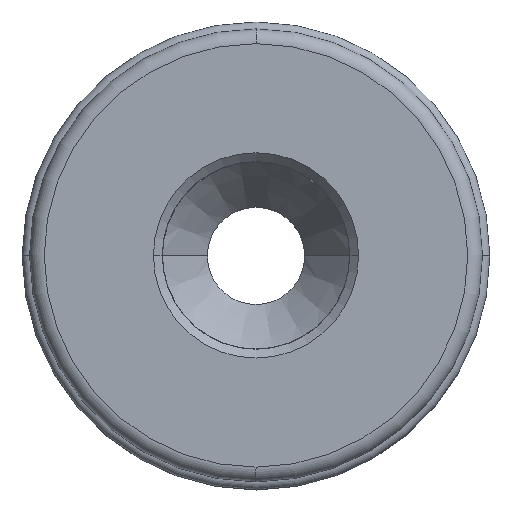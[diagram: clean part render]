
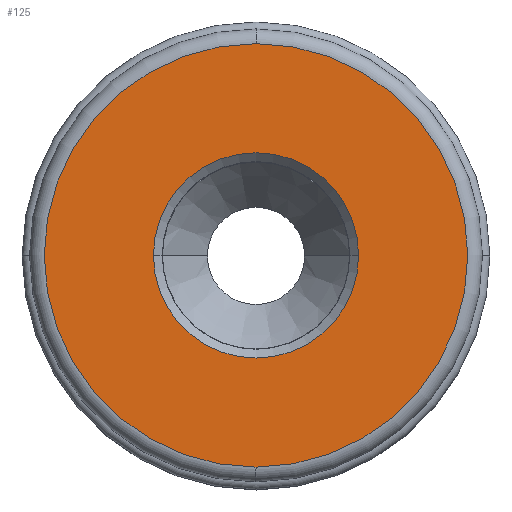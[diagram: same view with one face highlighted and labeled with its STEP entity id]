
A CAD part, top view. The second image highlights one B-rep face of the part: STEP entity #125.
In plain terms, the highlighted planar face has unit normal (0, 0, 1).
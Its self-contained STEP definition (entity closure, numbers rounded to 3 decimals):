
#73=PLANE('',#1223);
#80=FACE_BOUND('',#260,.T.);
#81=FACE_BOUND('',#261,.T.);
#125=ADVANCED_FACE('',(#80,#81),#73,.F.);
#260=EDGE_LOOP('',(#378,#379,#380,#381));
#261=EDGE_LOOP('',(#382,#383,#384,#385));
#378=ORIENTED_EDGE('',*,*,#744,.F.);
#379=ORIENTED_EDGE('',*,*,#745,.T.);
#380=ORIENTED_EDGE('',*,*,#746,.T.);
#381=ORIENTED_EDGE('',*,*,#747,.T.);
#382=ORIENTED_EDGE('',*,*,#748,.T.);
#383=ORIENTED_EDGE('',*,*,#749,.T.);
#384=ORIENTED_EDGE('',*,*,#750,.T.);
#385=ORIENTED_EDGE('',*,*,#751,.T.);
#632=VERTEX_POINT('',#2489);
#633=VERTEX_POINT('',#2490);
#634=VERTEX_POINT('',#2492);
#635=VERTEX_POINT('',#2494);
#636=VERTEX_POINT('',#2497);
#637=VERTEX_POINT('',#2498);
#638=VERTEX_POINT('',#2500);
#639=VERTEX_POINT('',#2502);
#744=EDGE_CURVE('',#632,#633,#899,.T.);
#745=EDGE_CURVE('',#632,#634,#900,.T.);
#746=EDGE_CURVE('',#634,#635,#901,.T.);
#747=EDGE_CURVE('',#635,#633,#902,.T.);
#748=EDGE_CURVE('',#636,#637,#903,.T.);
#749=EDGE_CURVE('',#637,#638,#904,.T.);
#750=EDGE_CURVE('',#638,#639,#905,.T.);
#751=EDGE_CURVE('',#639,#636,#906,.T.);
#899=CIRCLE('',#1215,28.75);
#900=CIRCLE('',#1216,28.75);
#901=CIRCLE('',#1217,28.75);
#902=CIRCLE('',#1218,28.75);
#903=CIRCLE('',#1219,13.935);
#904=CIRCLE('',#1220,13.935);
#905=CIRCLE('',#1221,13.935);
#906=CIRCLE('',#1222,13.935);
#1215=AXIS2_PLACEMENT_3D('',#2488,#1454,#1455);
#1216=AXIS2_PLACEMENT_3D('',#2491,#1456,#1457);
#1217=AXIS2_PLACEMENT_3D('',#2493,#1458,#1459);
#1218=AXIS2_PLACEMENT_3D('',#2495,#1460,#1461);
#1219=AXIS2_PLACEMENT_3D('',#2496,#1462,#1463);
#1220=AXIS2_PLACEMENT_3D('',#2499,#1464,#1465);
#1221=AXIS2_PLACEMENT_3D('',#2501,#1466,#1467);
#1222=AXIS2_PLACEMENT_3D('',#2503,#1468,#1469);
#1223=AXIS2_PLACEMENT_3D('',#2504,#1470,#1471);
#1454=DIRECTION('',(0.,0.,-1.));
#1455=DIRECTION('',(0.001,-1.,0.));
#1456=DIRECTION('',(0.,0.,1.));
#1457=DIRECTION('',(0.,1.,0.));
#1458=DIRECTION('',(0.,0.,1.));
#1459=DIRECTION('',(-0.001,1.,0.));
#1460=DIRECTION('',(0.,0.,1.));
#1461=DIRECTION('',(0.001,-1.,0.));
#1462=DIRECTION('',(0.,0.,-1.));
#1463=DIRECTION('',(0.,-1.,0.));
#1464=DIRECTION('',(0.,0.,-1.));
#1465=DIRECTION('',(-1.,0.,0.));
#1466=DIRECTION('',(0.,0.,-1.));
#1467=DIRECTION('',(0.,1.,0.));
#1468=DIRECTION('',(0.,0.,-1.));
#1469=DIRECTION('',(1.,0.,0.));
#1470=DIRECTION('',(0.,0.,-1.));
#1471=DIRECTION('',(0.,-1.,0.));
#2488=CARTESIAN_POINT('',(0.,0.,0.));
#2489=CARTESIAN_POINT('',(0.,28.75,0.));
#2490=CARTESIAN_POINT('',(0.015,-28.75,0.));
#2491=CARTESIAN_POINT('',(0.,0.,0.));
#2492=CARTESIAN_POINT('',(-0.015,28.75,0.));
#2493=CARTESIAN_POINT('',(0.,0.,0.));
#2494=CARTESIAN_POINT('',(0.,-28.75,0.));
#2495=CARTESIAN_POINT('',(0.,0.,0.));
#2496=CARTESIAN_POINT('',(0.,0.,0.));
#2497=CARTESIAN_POINT('',(0.,-13.935,0.));
#2498=CARTESIAN_POINT('',(-13.935,0.,0.));
#2499=CARTESIAN_POINT('',(0.,0.,0.));
#2500=CARTESIAN_POINT('',(0.,13.935,0.));
#2501=CARTESIAN_POINT('',(0.,0.,0.));
#2502=CARTESIAN_POINT('',(13.935,0.,0.));
#2503=CARTESIAN_POINT('',(0.,0.,0.));
#2504=CARTESIAN_POINT('',(0.,0.,0.));
